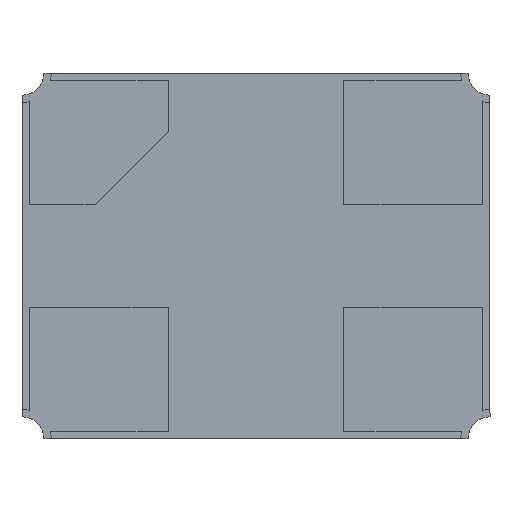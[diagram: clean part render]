
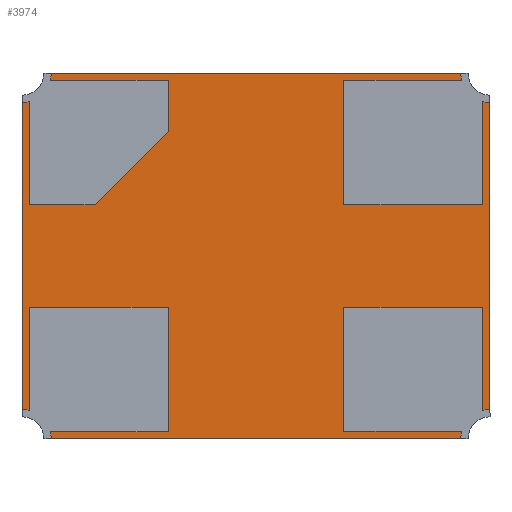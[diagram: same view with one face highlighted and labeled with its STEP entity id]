
A CAD part, front view. The second image highlights one B-rep face of the part: STEP entity #3974.
In plain terms, the highlighted planar face has unit normal (0, -1, 0).
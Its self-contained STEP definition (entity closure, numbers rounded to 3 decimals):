
#187 = CIRCLE ( 'NONE', #1020, 0.2 ) ;
#240 = EDGE_CURVE ( 'NONE', #1931, #10296, #1787, .T. ) ;
#241 = VERTEX_POINT ( 'NONE', #10794 ) ;
#248 = DIRECTION ( 'NONE',  ( -1., 0., 0. ) ) ;
#1020 = AXIS2_PLACEMENT_3D ( 'NONE', #6843, #1404, #7757 ) ;
#1160 = DIRECTION ( 'NONE',  ( 1., 0., 0. ) ) ;
#1228 = VERTEX_POINT ( 'NONE', #1717 ) ;
#1386 = AXIS2_PLACEMENT_3D ( 'NONE', #9713, #11597, #6129 ) ;
#1404 = DIRECTION ( 'NONE',  ( 0., -1., 0. ) ) ;
#1690 = CARTESIAN_POINT ( 'NONE',  ( 1.6, 0., 1.25 ) ) ;
#1717 = CARTESIAN_POINT ( 'NONE',  ( -1.6, 0., 1.05 ) ) ;
#1787 = CIRCLE ( 'NONE', #2082, 0.2 ) ;
#1931 = VERTEX_POINT ( 'NONE', #7529 ) ;
#2082 = AXIS2_PLACEMENT_3D ( 'NONE', #1690, #10908, #9994 ) ;
#2516 = CARTESIAN_POINT ( 'NONE',  ( -1.6, 0., 1.1 ) ) ;
#2689 = EDGE_CURVE ( 'NONE', #241, #11448, #187, .T. ) ;
#2764 = EDGE_CURVE ( 'NONE', #3659, #1931, #5722, .T. ) ;
#2968 = CARTESIAN_POINT ( 'NONE',  ( -1.4, 0., 1.25 ) ) ;
#3375 = CARTESIAN_POINT ( 'NONE',  ( 1.4, 0., -1.25 ) ) ;
#3494 = CARTESIAN_POINT ( 'NONE',  ( 1.6, 0., -1.1 ) ) ;
#3659 = VERTEX_POINT ( 'NONE', #2968 ) ;
#3665 = CARTESIAN_POINT ( 'NONE',  ( -1.6, 0., -1.25 ) ) ;
#3880 = DIRECTION ( 'NONE',  ( 0., -1., 0. ) ) ;
#3960 = CARTESIAN_POINT ( 'NONE',  ( -1.4, 0., -1.25 ) ) ;
#3974 = ADVANCED_FACE ( 'NONE', ( #10077 ), #5216, .F. ) ;
#4108 = EDGE_CURVE ( 'NONE', #7813, #5715, #8633, .T. ) ;
#4381 = AXIS2_PLACEMENT_3D ( 'NONE', #9319, #3880, #10237 ) ;
#4542 = ORIENTED_EDGE ( 'NONE', *, *, #8938, .F. ) ;
#4560 = DIRECTION ( 'NONE',  ( 0., 0., -1. ) ) ;
#4762 = CARTESIAN_POINT ( 'NONE',  ( -1.45, 0., -1.25 ) ) ;
#5216 = PLANE ( 'NONE',  #1386 ) ;
#5482 = ORIENTED_EDGE ( 'NONE', *, *, #5642, .F. ) ;
#5642 = EDGE_CURVE ( 'NONE', #10296, #241, #11465, .T. ) ;
#5646 = AXIS2_PLACEMENT_3D ( 'NONE', #3665, #10033, #4560 ) ;
#5698 = CARTESIAN_POINT ( 'NONE',  ( 1.45, 0., 1.25 ) ) ;
#5715 = VERTEX_POINT ( 'NONE', #7335 ) ;
#5722 = LINE ( 'NONE', #5698, #8992 ) ;
#5864 = ORIENTED_EDGE ( 'NONE', *, *, #10693, .F. ) ;
#6129 = DIRECTION ( 'NONE',  ( 0., 0., 1. ) ) ;
#6245 = VECTOR ( 'NONE', #248, 1000. ) ;
#6441 = CIRCLE ( 'NONE', #4381, 0.2 ) ;
#6543 = LINE ( 'NONE', #2516, #11391 ) ;
#6843 = CARTESIAN_POINT ( 'NONE',  ( 1.6, 0., -1.25 ) ) ;
#6879 = ORIENTED_EDGE ( 'NONE', *, *, #7172, .F. ) ;
#7001 = ORIENTED_EDGE ( 'NONE', *, *, #2764, .F. ) ;
#7159 = CARTESIAN_POINT ( 'NONE',  ( 1.6, 0., 1.05 ) ) ;
#7172 = EDGE_CURVE ( 'NONE', #1228, #3659, #6441, .T. ) ;
#7203 = VECTOR ( 'NONE', #8922, 1000. ) ;
#7335 = CARTESIAN_POINT ( 'NONE',  ( -1.6, 0., -1.05 ) ) ;
#7529 = CARTESIAN_POINT ( 'NONE',  ( 1.4, 0., 1.25 ) ) ;
#7757 = DIRECTION ( 'NONE',  ( 0., 0., 1. ) ) ;
#7813 = VERTEX_POINT ( 'NONE', #3960 ) ;
#7822 = EDGE_LOOP ( 'NONE', ( #5864, #11637, #5482, #8765, #7001, #6879, #4542, #8722 ) ) ;
#8633 = CIRCLE ( 'NONE', #5646, 0.2 ) ;
#8722 = ORIENTED_EDGE ( 'NONE', *, *, #4108, .F. ) ;
#8765 = ORIENTED_EDGE ( 'NONE', *, *, #240, .F. ) ;
#8834 = DIRECTION ( 'NONE',  ( 0., 0., 1. ) ) ;
#8922 = DIRECTION ( 'NONE',  ( 0., 0., -1. ) ) ;
#8938 = EDGE_CURVE ( 'NONE', #5715, #1228, #6543, .T. ) ;
#8992 = VECTOR ( 'NONE', #1160, 1000. ) ;
#9319 = CARTESIAN_POINT ( 'NONE',  ( -1.6, 0., 1.25 ) ) ;
#9713 = CARTESIAN_POINT ( 'NONE',  ( 1.6, 0., -1.25 ) ) ;
#9994 = DIRECTION ( 'NONE',  ( 0., 0., -1. ) ) ;
#10033 = DIRECTION ( 'NONE',  ( 0., -1., 0. ) ) ;
#10077 = FACE_OUTER_BOUND ( 'NONE', #7822, .T. ) ;
#10237 = DIRECTION ( 'NONE',  ( 0., 0., 1. ) ) ;
#10296 = VERTEX_POINT ( 'NONE', #7159 ) ;
#10693 = EDGE_CURVE ( 'NONE', #11448, #7813, #10793, .T. ) ;
#10793 = LINE ( 'NONE', #4762, #6245 ) ;
#10794 = CARTESIAN_POINT ( 'NONE',  ( 1.6, 0., -1.05 ) ) ;
#10908 = DIRECTION ( 'NONE',  ( 0., -1., 0. ) ) ;
#11391 = VECTOR ( 'NONE', #8834, 1000. ) ;
#11448 = VERTEX_POINT ( 'NONE', #3375 ) ;
#11465 = LINE ( 'NONE', #3494, #7203 ) ;
#11597 = DIRECTION ( 'NONE',  ( 0., 1., 0. ) ) ;
#11637 = ORIENTED_EDGE ( 'NONE', *, *, #2689, .F. ) ;
